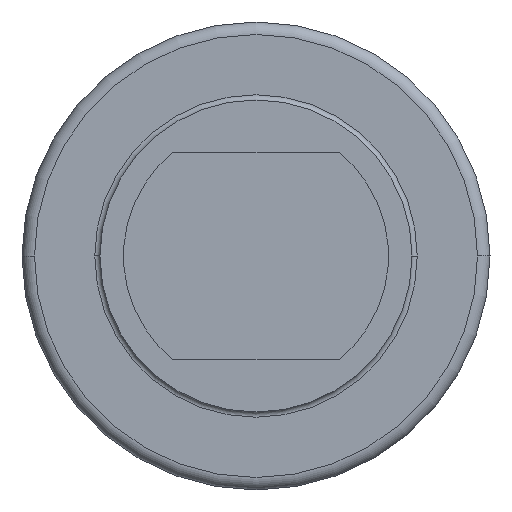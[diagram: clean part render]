
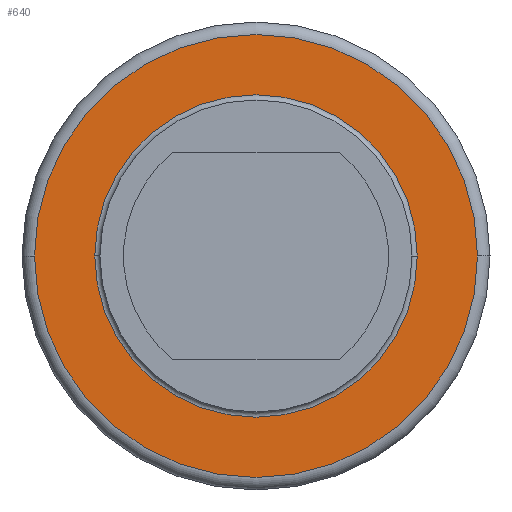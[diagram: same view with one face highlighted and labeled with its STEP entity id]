
A CAD part, left-side view. The second image highlights one B-rep face of the part: STEP entity #640.
In plain terms, the highlighted face is planar.
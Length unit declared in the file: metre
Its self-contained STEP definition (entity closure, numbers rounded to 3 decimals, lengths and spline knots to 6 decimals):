
#640=ADVANCED_FACE('0:255',(#1340,#1341),#1342,.T.);
#1340=FACE_OUTER_BOUND('',#2134,.T.);
#1341=FACE_BOUND('',#2135,.T.);
#1342=PLANE('',#2136);
#2134=EDGE_LOOP('',(#3816,#3817));
#2135=EDGE_LOOP('',(#3818,#3819));
#2136=AXIS2_PLACEMENT_3D('',#3820,#3821,#3822);
#3816=ORIENTED_EDGE('',*,*,#4598,.F.);
#3817=ORIENTED_EDGE('',*,*,#4594,.F.);
#3818=ORIENTED_EDGE('',*,*,#5004,.F.);
#3819=ORIENTED_EDGE('',*,*,#4843,.F.);
#3820=CARTESIAN_POINT('',(0.0208,0.0,0.048));
#3821=DIRECTION('',(1.0,-0.0,0.0));
#3822=DIRECTION('',(0.0,1.0,0.0));
#4594=EDGE_CURVE('',#5447,#5449,#5450,.T.);
#4598=EDGE_CURVE('0:333',#5449,#5447,#5454,.T.);
#4843=EDGE_CURVE('',#5847,#5849,#5850,.T.);
#5004=EDGE_CURVE('0:474',#5849,#5847,#6076,.T.);
#5447=VERTEX_POINT('',#6605);
#5449=VERTEX_POINT('',#6607);
#5450=CIRCLE('',#6608,0.0213);
#5454=CIRCLE('',#6612,0.0213);
#5847=VERTEX_POINT('',#7033);
#5849=VERTEX_POINT('',#7035);
#5850=CIRCLE('',#7036,0.0155);
#6076=CIRCLE('',#7288,0.0155);
#6605=CARTESIAN_POINT('',(0.0208,0.,-0.0213));
#6607=CARTESIAN_POINT('',(0.0208,0.,0.0213));
#6608=AXIS2_PLACEMENT_3D('',#8182,#8183,#8184);
#6612=AXIS2_PLACEMENT_3D('',#8191,#8192,#8193);
#7033=CARTESIAN_POINT('',(0.0208,0.,-0.0155));
#7035=CARTESIAN_POINT('',(0.0208,0.,0.0155));
#7036=AXIS2_PLACEMENT_3D('',#8723,#8724,#8725);
#7288=AXIS2_PLACEMENT_3D('',#9013,#9014,#9015);
#8182=CARTESIAN_POINT('',(0.0208,0.0,0.0));
#8183=DIRECTION('',(-1.0,0.0,0.0));
#8184=DIRECTION('',(0.0,-1.0,0.0));
#8191=CARTESIAN_POINT('',(0.0208,0.0,0.0));
#8192=DIRECTION('',(-1.0,0.0,0.0));
#8193=DIRECTION('',(0.0,-1.0,0.0));
#8723=CARTESIAN_POINT('',(0.0208,0.0,0.0));
#8724=DIRECTION('',(1.0,0.0,0.0));
#8725=DIRECTION('',(0.0,-1.0,0.));
#9013=CARTESIAN_POINT('',(0.0208,0.0,0.0));
#9014=DIRECTION('',(1.0,0.0,0.0));
#9015=DIRECTION('',(0.0,-1.0,0.));
